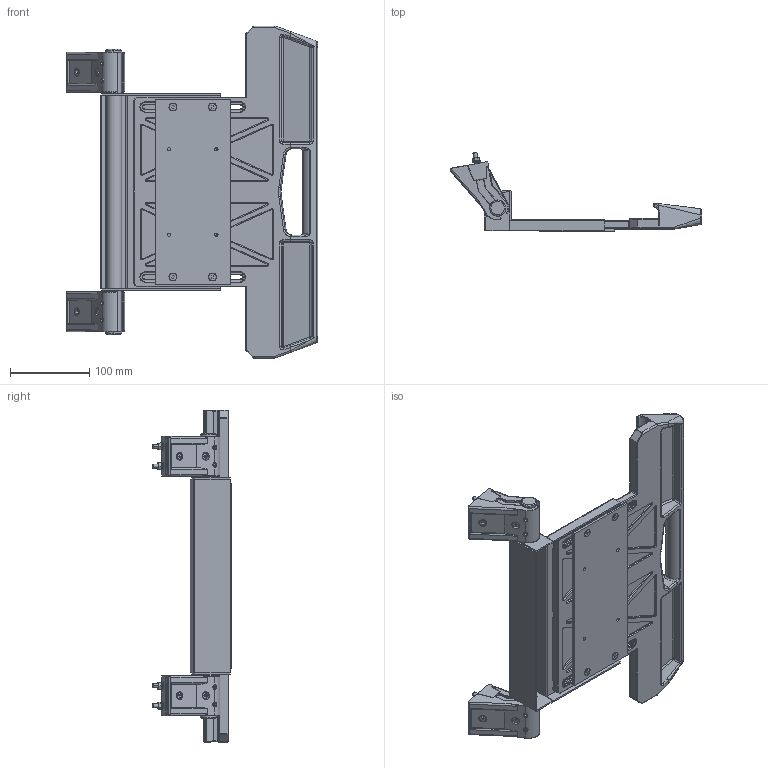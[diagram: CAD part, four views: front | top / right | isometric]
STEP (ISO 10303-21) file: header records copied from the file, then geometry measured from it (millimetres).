
FILE_DESCRIPTION (( 'STEP AP214' ), '1' );
FILE_NAME ('20109020.STEP', '2016-11-17T14:31:58', ( 'Macha' ), ( 'Hewlett-Packard Company' ), 'SwSTEP 2.0', 'SolidWorks 2015', '' );
FILE_SCHEMA (( 'AUTOMOTIVE_DESIGN' ));
Length unit declared in the file: millimetre
Products named in the file (22): 95570-3_Standard<Wie bearbeitet>; 95570-2_Standard<Wie bearbeitet>; 82155; 95570-1_Standard<Wie bearbeitet>; 93508; 19601004_SL4000; 20109020; 83003; 40000010895; 56591_Bearbeitung; 93060; 93096; 83069; 93104; 93099; 12049; 12048_mit Bohrungen M6; 94871; 40026; 95570; 95570-4
Assembly tree (50 placements, depth 4):
  20109020
    19601004_SL4000
      95570
        95570-1_Standard<Wie bearbeitet>
        95570-2_Standard<Wie bearbeitet>  x2
        95570-3_Standard<Wie bearbeitet>
        95570-3_Standard<Wie bearbeitet>
        95570-4
      40026
      94871
      12048_mit Bohrungen M6  x2
      12049  x2
      93099  x4
      93104  x2
      83069  x2
      93096  x4
      93060  x2
      56591_Bearbeitung  x2
      40000010895  x4
      83003  x4
    83003  x4
    93508  x4
    82155  x4
Bounding box: 317.78 x 100.25 x 420 mm (x, y, z)
Volume: 1169613.2 mm3; surface area: 492391.7 mm2
Topology: 48 solids, 48 shells, 2063 faces, 4686 edges, 2680 vertices
Faces by surface type: cylinder 709, plane 610, torus 305, cone 199, bspline 140, sphere 100
Entity records: 37905 total; most frequent: CARTESIAN_POINT 9955, DIRECTION 5887, ORIENTED_EDGE 5370, EDGE_CURVE 2685, AXIS2_PLACEMENT_3D 2358, VERTEX_POINT 1563, EDGE_LOOP 1280, CIRCLE 1207
